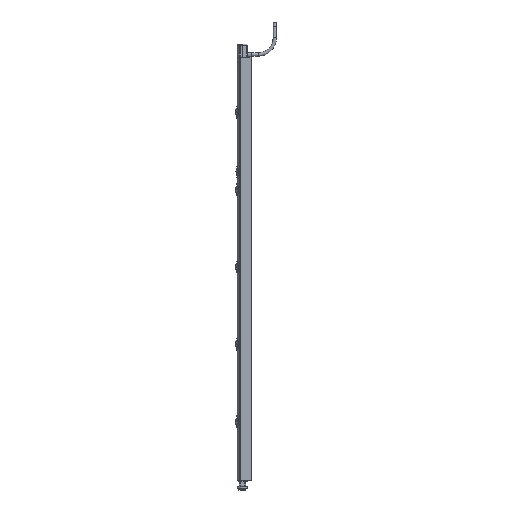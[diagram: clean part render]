
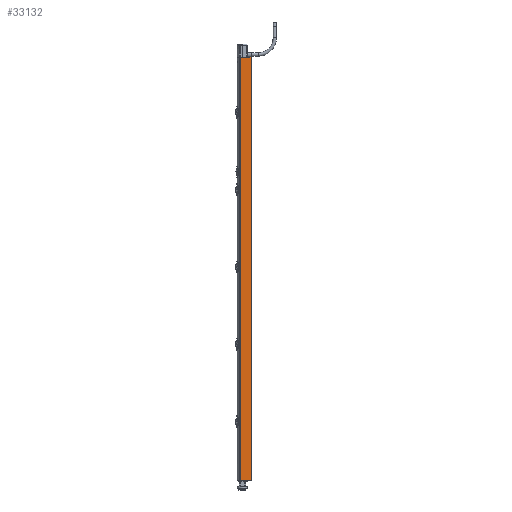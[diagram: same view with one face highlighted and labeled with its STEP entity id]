
A CAD part, left-side view. The second image highlights one B-rep face of the part: STEP entity #33132.
In plain terms, the highlighted planar face has unit normal (-1, 0, 0).
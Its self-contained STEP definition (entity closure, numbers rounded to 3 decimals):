
#1=DIRECTION('',(0.,0.,-1.));
#2=VECTOR('',#1,509.45);
#3=CARTESIAN_POINT('',(-6.,4.973,252.5));
#4=LINE('',#3,#2);
#5=DIRECTION('',(0.,-1.,0.));
#6=VECTOR('',#5,13.223);
#7=CARTESIAN_POINT('',(-6.,4.973,-256.95));
#8=LINE('',#7,#6);
#109=DIRECTION('',(0.,0.,1.));
#110=VECTOR('',#109,509.45);
#111=CARTESIAN_POINT('',(-6.,-8.25,-256.95));
#112=LINE('',#111,#110);
#117=DIRECTION('',(0.,-1.,0.));
#118=VECTOR('',#117,13.223);
#119=CARTESIAN_POINT('',(-6.,4.973,252.5));
#120=LINE('',#119,#118);
#30321=CARTESIAN_POINT('',(-6.,-8.25,-256.95));
#30322=CARTESIAN_POINT('',(-6.,-8.25,252.5));
#30323=VERTEX_POINT('',#30321);
#30324=VERTEX_POINT('',#30322);
#30361=CARTESIAN_POINT('',(-6.,4.973,-256.95));
#30362=VERTEX_POINT('',#30361);
#30365=CARTESIAN_POINT('',(-6.,4.973,252.5));
#30366=VERTEX_POINT('',#30365);
#33117=CARTESIAN_POINT('',(-6.,5.317,-256.95));
#33118=DIRECTION('',(-1.,0.,0.));
#33119=DIRECTION('',(0.,-1.,0.));
#33120=AXIS2_PLACEMENT_3D('',#33117,#33118,#33119);
#33121=PLANE('',#33120);
#33123=ORIENTED_EDGE('',*,*,#33122,.F.);
#33125=ORIENTED_EDGE('',*,*,#33124,.F.);
#33127=ORIENTED_EDGE('',*,*,#33126,.T.);
#33129=ORIENTED_EDGE('',*,*,#33128,.F.);
#33130=EDGE_LOOP('',(#33123,#33125,#33127,#33129));
#33131=FACE_OUTER_BOUND('',#33130,.F.);
#33132=ADVANCED_FACE('',(#33131),#33121,.T.);
#33122=EDGE_CURVE('',#30362,#30323,#8,.T.);
#33124=EDGE_CURVE('',#30366,#30362,#4,.T.);
#33126=EDGE_CURVE('',#30366,#30324,#120,.T.);
#33128=EDGE_CURVE('',#30323,#30324,#112,.T.);
